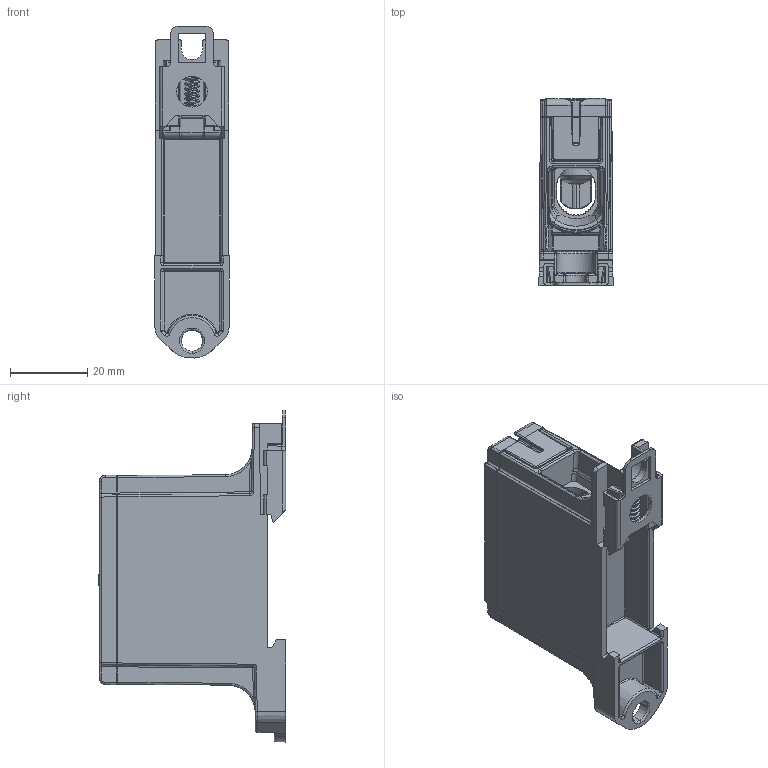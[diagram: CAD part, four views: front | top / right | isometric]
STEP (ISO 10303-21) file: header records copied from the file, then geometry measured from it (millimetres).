
FILE_DESCRIPTION((''),'2;1');
FILE_NAME('PROCUS_KE161_ASM','2015-06-04T',('kjell_andersson'),(''),'PRO/ENGINEER BY PARAMETRIC TECHNOLOGY CORPORATION, 2013230','PRO/ENGINEER BY PARAMETRIC TECHNOLOGY CORPORATION, 2013230','');
FILE_SCHEMA(('CONFIG_CONTROL_DESIGN'));
Products named in the file (9): PMR2954__AF0; PSK27_AF0; PTK103_AF0; PTK103; PMR2955_AF0; PPK204_AF0; PJ54_L10-7; PEME9_GEN; PROCUS_KE161_ASM
Assembly tree (8 placements, depth 2):
  PROCUS_KE161_ASM
    PMR2954__AF0
    PSK27_AF0
    PTK103_AF0
    PTK103
    PMR2955_AF0
    PPK204_AF0
    PJ54_L10-7
    PEME9_GEN
Bounding box: 19.2 x 48.6 x 85.97 mm (x, y, z)
Volume: 26084.1 mm3; surface area: 29754.6 mm2
Topology: 8 solids, 8 shells, 2373 faces, 5695 edges, 3374 vertices
Faces by surface type: cylinder 824, plane 719, bspline 614, sphere 131, cone 41, torus 32, extrusion 10, revolution 2
Entity records: 109282 total; most frequent: CARTESIAN_POINT 58732, ORIENTED_EDGE 11374, DIRECTION 9191, EDGE_CURVE 5687, VERTEX_POINT 3374, AXIS2_PLACEMENT_3D 3237, VECTOR 2715, LINE 2705
